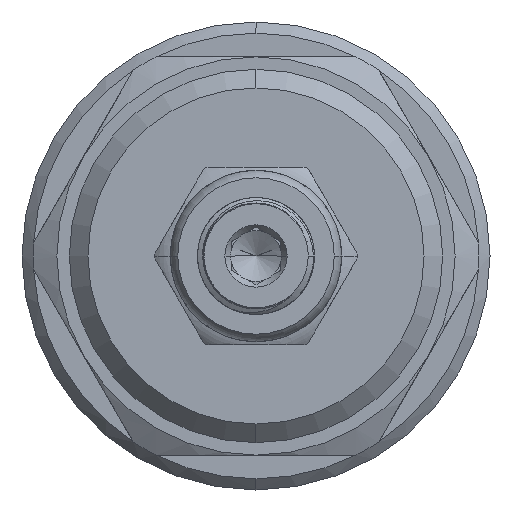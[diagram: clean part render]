
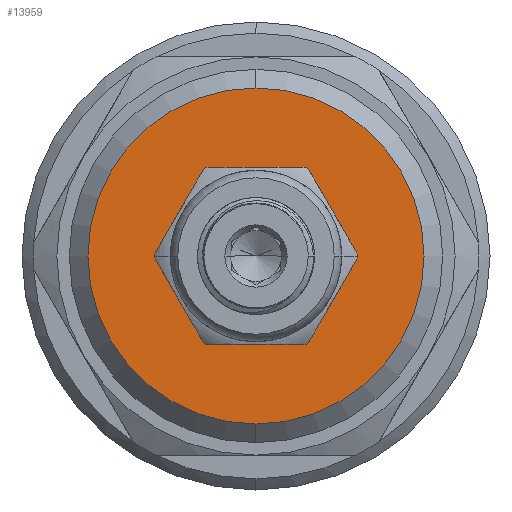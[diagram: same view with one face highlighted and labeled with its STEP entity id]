
A CAD part, left-side view. The second image highlights one B-rep face of the part: STEP entity #13959.
In plain terms, the highlighted planar face has unit normal (-1, 0, 0).
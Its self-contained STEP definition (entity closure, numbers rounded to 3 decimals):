
#498 = EDGE_LOOP ( 'NONE', ( #9750, #9206 ) ) ;
#1144 = VERTEX_POINT ( 'NONE', #5782 ) ;
#1230 = DIRECTION ( 'NONE',  ( -1., 0., 0. ) ) ;
#1330 = EDGE_CURVE ( 'NONE', #1604, #4547, #9493, .T. ) ;
#1604 = VERTEX_POINT ( 'NONE', #14289 ) ;
#2473 = DIRECTION ( 'NONE',  ( 0., 0., 1. ) ) ;
#2687 = ORIENTED_EDGE ( 'NONE', *, *, #2912, .T. ) ;
#2706 = AXIS2_PLACEMENT_3D ( 'NONE', #16918, #1230, #12023 ) ;
#2727 = CARTESIAN_POINT ( 'NONE',  ( -10., 6.875, 0. ) ) ;
#2752 = CIRCLE ( 'NONE', #3817, 13.5 ) ;
#2912 = EDGE_CURVE ( 'NONE', #4547, #1604, #2752, .T. ) ;
#3343 = DIRECTION ( 'NONE',  ( 0., 0., 1. ) ) ;
#3733 = DIRECTION ( 'NONE',  ( -1., 0., 0. ) ) ;
#3817 = AXIS2_PLACEMENT_3D ( 'NONE', #7659, #3733, #2473 ) ;
#4547 = VERTEX_POINT ( 'NONE', #4634 ) ;
#4634 = CARTESIAN_POINT ( 'NONE',  ( -10., 0., 13.5 ) ) ;
#4916 = CARTESIAN_POINT ( 'NONE',  ( -10., 0., 0. ) ) ;
#4935 = CIRCLE ( 'NONE', #16596, 6.875 ) ;
#5782 = CARTESIAN_POINT ( 'NONE',  ( -10., -6.875, 0. ) ) ;
#5958 = PLANE ( 'NONE',  #14190 ) ;
#6535 = FACE_OUTER_BOUND ( 'NONE', #15482, .T. ) ;
#7123 = CARTESIAN_POINT ( 'NONE',  ( -10., 0., 0. ) ) ;
#7659 = CARTESIAN_POINT ( 'NONE',  ( -10., 0., 0. ) ) ;
#8989 = CIRCLE ( 'NONE', #11657, 6.875 ) ;
#9206 = ORIENTED_EDGE ( 'NONE', *, *, #11935, .T. ) ;
#9493 = CIRCLE ( 'NONE', #2706, 13.5 ) ;
#9750 = ORIENTED_EDGE ( 'NONE', *, *, #12265, .T. ) ;
#10854 = CARTESIAN_POINT ( 'NONE',  ( -10., 0., 0. ) ) ;
#11657 = AXIS2_PLACEMENT_3D ( 'NONE', #10854, #11993, #16137 ) ;
#11935 = EDGE_CURVE ( 'NONE', #1144, #13320, #4935, .T. ) ;
#11993 = DIRECTION ( 'NONE',  ( 1., 0., 0. ) ) ;
#12023 = DIRECTION ( 'NONE',  ( 0., 0., 1. ) ) ;
#12265 = EDGE_CURVE ( 'NONE', #13320, #1144, #8989, .T. ) ;
#12618 = DIRECTION ( 'NONE',  ( 0., -1., 0. ) ) ;
#13320 = VERTEX_POINT ( 'NONE', #2727 ) ;
#13942 = DIRECTION ( 'NONE',  ( 1., 0., 0. ) ) ;
#13959 = ADVANCED_FACE ( 'NONE', ( #14307, #6535 ), #5958, .T. ) ;
#14190 = AXIS2_PLACEMENT_3D ( 'NONE', #7123, #14929, #3343 ) ;
#14289 = CARTESIAN_POINT ( 'NONE',  ( -10., 0., -13.5 ) ) ;
#14307 = FACE_BOUND ( 'NONE', #498, .T. ) ;
#14929 = DIRECTION ( 'NONE',  ( -1., 0., 0. ) ) ;
#15482 = EDGE_LOOP ( 'NONE', ( #16150, #2687 ) ) ;
#16137 = DIRECTION ( 'NONE',  ( 0., -1., 0. ) ) ;
#16150 = ORIENTED_EDGE ( 'NONE', *, *, #1330, .T. ) ;
#16596 = AXIS2_PLACEMENT_3D ( 'NONE', #4916, #13942, #12618 ) ;
#16918 = CARTESIAN_POINT ( 'NONE',  ( -10., 0., 0. ) ) ;
